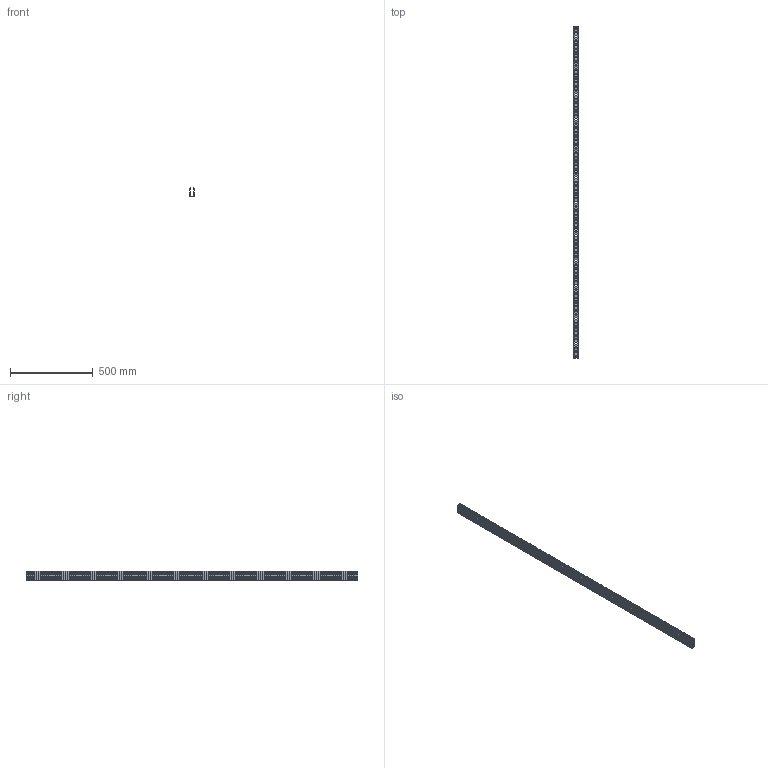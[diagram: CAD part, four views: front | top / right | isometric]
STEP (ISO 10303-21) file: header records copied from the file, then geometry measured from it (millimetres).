
FILE_DESCRIPTION(/* description */ (''),/* implementation_level */ '2;1');
FILE_NAME(/* name */ 'MC25X62_WEB.stp',/* time_stamp */ '2019-09-25T18:07:09-05:00',/* author */ (''),/* organization */ (''),/* preprocessor_version */ 'ST-DEVELOPER v16',/* originating_system */ 'SIEMENS PLM Software NX 11.0',/* authorisation */ '');
FILE_SCHEMA (('AP203_CONFIGURATION_CONTROLLED_3D_DESIGN_OF_MECHANICAL_PARTS_AND_ASSEMBLIES_MIM_LF { 1 0 10303 403 2 1 2}'));
Products named in the file (1): BWG0DBC8FEEet8r
Bounding box: 24.64 x 2000 x 57.78 mm (x, y, z)
Volume: 310914.3 mm3; surface area: 469049.4 mm2
Topology: 1 solids, 1 shells, 3530 faces, 10584 edges, 7056 vertices
Faces by surface type: plane 3370, cylinder 160
Entity records: 141903 total; most frequent: CARTESIAN_POINT 21171, ORIENTED_EDGE 21168, DIRECTION 17966, EDGE_CURVE 10584, LINE 10264, VECTOR 10264, VERTEX_POINT 7056, AXIS2_PLACEMENT_3D 3851
